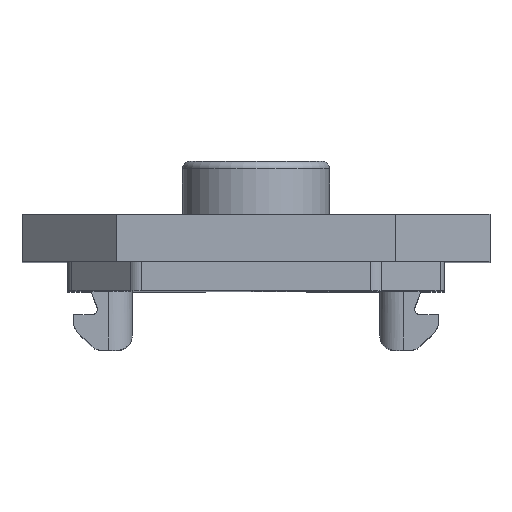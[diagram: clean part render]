
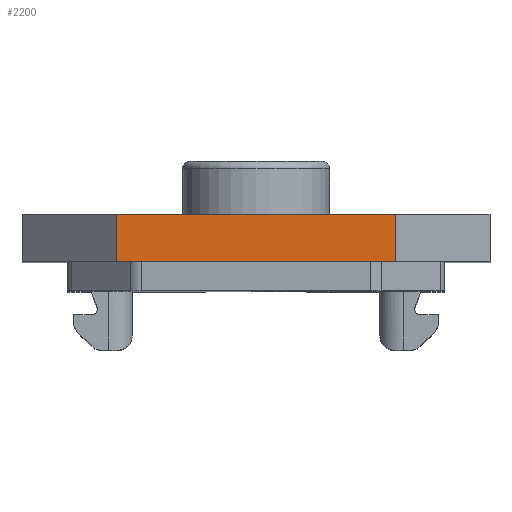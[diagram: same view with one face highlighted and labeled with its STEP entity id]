
A CAD part, top view. The second image highlights one B-rep face of the part: STEP entity #2200.
In plain terms, the highlighted planar face has unit normal (0, 0, 1).
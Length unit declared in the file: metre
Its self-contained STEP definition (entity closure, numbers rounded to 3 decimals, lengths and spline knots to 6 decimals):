
#356=ORIENTED_EDGE('',*,*,#1016,.F.);
#357=ORIENTED_EDGE('',*,*,#1017,.F.);
#358=ORIENTED_EDGE('',*,*,#1018,.T.);
#359=ORIENTED_EDGE('',*,*,#1014,.T.);
#1014=EDGE_CURVE('',#1341,#1340,#1528,.T.);
#1016=EDGE_CURVE('',#1342,#1340,#1530,.T.);
#1017=EDGE_CURVE('',#1343,#1342,#1531,.T.);
#1018=EDGE_CURVE('',#1343,#1341,#1532,.T.);
#1340=VERTEX_POINT('',#3570);
#1341=VERTEX_POINT('',#3572);
#1342=VERTEX_POINT('',#3576);
#1343=VERTEX_POINT('',#3578);
#1528=LINE('',#3571,#1714);
#1530=LINE('',#3575,#1716);
#1531=LINE('',#3577,#1717);
#1532=LINE('',#3579,#1718);
#1714=VECTOR('',#2777,1.);
#1716=VECTOR('',#2781,1.);
#1717=VECTOR('',#2782,1.);
#1718=VECTOR('',#2783,1.);
#1843=EDGE_LOOP('',(#356,#357,#358,#359));
#1995=FACE_BOUND('',#1843,.T.);
#2146=PLANE('',#2383);
#2200=ADVANCED_FACE('',(#1995),#2146,.T.);
#2383=AXIS2_PLACEMENT_3D('',#3574,#2779,#2780);
#2777=DIRECTION('',(0.,-1.,0.));
#2779=DIRECTION('',(0.,0.,1.));
#2780=DIRECTION('',(1.,0.,0.));
#2781=DIRECTION('',(-1.,0.,0.));
#2782=DIRECTION('',(0.,-1.,0.));
#2783=DIRECTION('',(-1.,0.,0.));
#3570=CARTESIAN_POINT('',(-0.00475,0.,0.01595));
#3571=CARTESIAN_POINT('',(-0.00475,0.0016,0.01595));
#3572=CARTESIAN_POINT('',(-0.00475,0.0016,0.01595));
#3574=CARTESIAN_POINT('',(0.,0.0016,0.01595));
#3575=CARTESIAN_POINT('',(0.,0.,0.01595));
#3576=CARTESIAN_POINT('',(0.00475,0.,0.01595));
#3577=CARTESIAN_POINT('',(0.00475,0.0016,0.01595));
#3578=CARTESIAN_POINT('',(0.00475,0.0016,0.01595));
#3579=CARTESIAN_POINT('',(0.,0.0016,0.01595));
